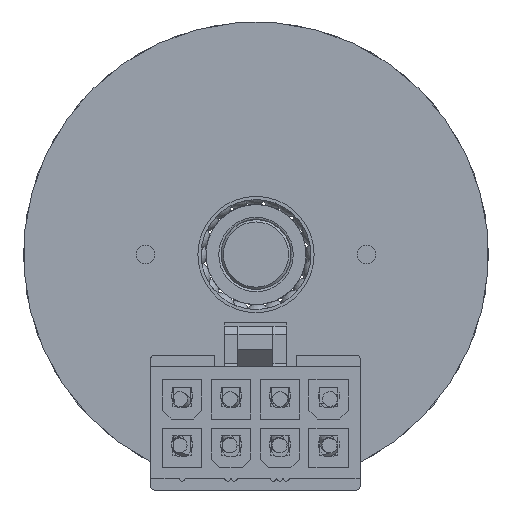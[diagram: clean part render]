
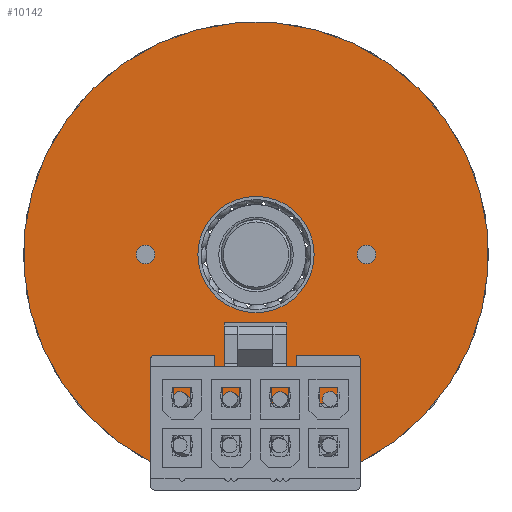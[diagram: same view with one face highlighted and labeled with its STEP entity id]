
A CAD part, front view. The second image highlights one B-rep face of the part: STEP entity #10142.
In plain terms, the highlighted planar face has unit normal (0, -1, 0).
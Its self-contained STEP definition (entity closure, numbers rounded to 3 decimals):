
#181 = DIRECTION ( 'NONE',  ( 0., 0., -1. ) ) ;
#298 = CARTESIAN_POINT ( 'NONE',  ( 13.8, 0., -8.1 ) ) ;
#307 = VERTEX_POINT ( 'NONE', #11034 ) ;
#512 = ORIENTED_EDGE ( 'NONE', *, *, #2743, .F. ) ;
#924 = EDGE_CURVE ( 'NONE', #307, #3508, #19200, .T. ) ;
#931 = CARTESIAN_POINT ( 'NONE',  ( 13.8, 0., 7.1 ) ) ;
#1221 = DIRECTION ( 'NONE',  ( 0., 0., -1. ) ) ;
#1486 = CARTESIAN_POINT ( 'NONE',  ( 17.34, 0., 8.1 ) ) ;
#1536 = DIRECTION ( 'NONE',  ( 1., 0., 0. ) ) ;
#1774 = DIRECTION ( 'NONE',  ( 0., -1., 0. ) ) ;
#1963 = CARTESIAN_POINT ( 'NONE',  ( 0., 0., 0. ) ) ;
#2379 = AXIS2_PLACEMENT_3D ( 'NONE', #9267, #6027, #181 ) ;
#2476 = ORIENTED_EDGE ( 'NONE', *, *, #18395, .T. ) ;
#2694 = DIRECTION ( 'NONE',  ( 0., 0., -1. ) ) ;
#2743 = EDGE_CURVE ( 'NONE', #17092, #17092, #9388, .T. ) ;
#2815 = DIRECTION ( 'NONE',  ( 0., 1., 0. ) ) ;
#2890 = FACE_OUTER_BOUND ( 'NONE', #9158, .T. ) ;
#2903 = CARTESIAN_POINT ( 'NONE',  ( 17.34, 0., -8.7 ) ) ;
#3508 = VERTEX_POINT ( 'NONE', #5279 ) ;
#3681 = VERTEX_POINT ( 'NONE', #14341 ) ;
#3715 = AXIS2_PLACEMENT_3D ( 'NONE', #1963, #1774, #7989 ) ;
#3814 = EDGE_LOOP ( 'NONE', ( #512 ) ) ;
#3835 = ORIENTED_EDGE ( 'NONE', *, *, #15005, .T. ) ;
#3839 = DIRECTION ( 'NONE',  ( 0., 0., -1. ) ) ;
#4289 = AXIS2_PLACEMENT_3D ( 'NONE', #5202, #14183, #9746 ) ;
#4300 = CARTESIAN_POINT ( 'NONE',  ( 17.34, 0., -8.1 ) ) ;
#4305 = EDGE_CURVE ( 'NONE', #6104, #307, #14388, .T. ) ;
#4431 = EDGE_CURVE ( 'NONE', #7001, #7001, #7443, .T. ) ;
#4607 = AXIS2_PLACEMENT_3D ( 'NONE', #5988, #14783, #10319 ) ;
#4972 = CARTESIAN_POINT ( 'NONE',  ( 12.8, 0., -8.1 ) ) ;
#5202 = CARTESIAN_POINT ( 'NONE',  ( 17.34, 0., 8.7 ) ) ;
#5279 = CARTESIAN_POINT ( 'NONE',  ( 17.876, 0., -8.969 ) ) ;
#5307 = VERTEX_POINT ( 'NONE', #15023 ) ;
#5544 = CARTESIAN_POINT ( 'NONE',  ( 13.8, 0., 8.1 ) ) ;
#5988 = CARTESIAN_POINT ( 'NONE',  ( 0., 0., -9.5 ) ) ;
#6027 = DIRECTION ( 'NONE',  ( 0., -1., 0. ) ) ;
#6074 = LINE ( 'NONE', #10499, #7856 ) ;
#6104 = VERTEX_POINT ( 'NONE', #1486 ) ;
#6285 = CARTESIAN_POINT ( 'NONE',  ( 27.2, 0., -8.1 ) ) ;
#6504 = EDGE_LOOP ( 'NONE', ( #7942 ) ) ;
#6972 = DIRECTION ( 'NONE',  ( 0., 1., 0. ) ) ;
#7001 = VERTEX_POINT ( 'NONE', #7094 ) ;
#7094 = CARTESIAN_POINT ( 'NONE',  ( 0., 0., -10.3 ) ) ;
#7340 = FACE_BOUND ( 'NONE', #6504, .T. ) ;
#7434 = CARTESIAN_POINT ( 'NONE',  ( 5., 0., 0. ) ) ;
#7443 = CIRCLE ( 'NONE', #4607, 0.8 ) ;
#7760 = LINE ( 'NONE', #6285, #12423 ) ;
#7856 = VECTOR ( 'NONE', #16559, 1000. ) ;
#7865 = ORIENTED_EDGE ( 'NONE', *, *, #4305, .T. ) ;
#7942 = ORIENTED_EDGE ( 'NONE', *, *, #14206, .F. ) ;
#7989 = DIRECTION ( 'NONE',  ( 0., 0., -1. ) ) ;
#8490 = ORIENTED_EDGE ( 'NONE', *, *, #924, .T. ) ;
#8522 = EDGE_CURVE ( 'NONE', #6104, #10591, #6074, .T. ) ;
#9158 = EDGE_LOOP ( 'NONE', ( #16489, #7865, #8490, #3835, #18099, #14775, #14639, #2476 ) ) ;
#9267 = CARTESIAN_POINT ( 'NONE',  ( 0., 0., 0. ) ) ;
#9388 = CIRCLE ( 'NONE', #11898, 0.8 ) ;
#9746 = DIRECTION ( 'NONE',  ( 0., 0., -1. ) ) ;
#9940 = CIRCLE ( 'NONE', #2379, 5. ) ;
#10142 = ADVANCED_FACE ( 'NONE', ( #16253, #17536, #2890, #7340 ), #14558, .T. ) ;
#10319 = DIRECTION ( 'NONE',  ( 0., 0., -1. ) ) ;
#10394 = DIRECTION ( 'NONE',  ( 0., -1., 0. ) ) ;
#10492 = CARTESIAN_POINT ( 'NONE',  ( 12.8, 0., 7.1 ) ) ;
#10499 = CARTESIAN_POINT ( 'NONE',  ( 27.2, 0., 8.1 ) ) ;
#10591 = VERTEX_POINT ( 'NONE', #5544 ) ;
#10797 = VERTEX_POINT ( 'NONE', #298 ) ;
#11034 = CARTESIAN_POINT ( 'NONE',  ( 17.876, 0., 8.969 ) ) ;
#11563 = AXIS2_PLACEMENT_3D ( 'NONE', #931, #6972, #12980 ) ;
#11792 = ORIENTED_EDGE ( 'NONE', *, *, #4431, .F. ) ;
#11898 = AXIS2_PLACEMENT_3D ( 'NONE', #17185, #17395, #3839 ) ;
#11988 = DIRECTION ( 'NONE',  ( 0., -1., 0. ) ) ;
#12075 = DIRECTION ( 'NONE',  ( 0., 0., -1. ) ) ;
#12171 = CIRCLE ( 'NONE', #11563, 1. ) ;
#12283 = LINE ( 'NONE', #4972, #15044 ) ;
#12423 = VECTOR ( 'NONE', #1536, 1000. ) ;
#12524 = EDGE_CURVE ( 'NONE', #10797, #12550, #7760, .T. ) ;
#12550 = VERTEX_POINT ( 'NONE', #4300 ) ;
#12965 = EDGE_LOOP ( 'NONE', ( #11792 ) ) ;
#12980 = DIRECTION ( 'NONE',  ( 0., 0., -1. ) ) ;
#13448 = AXIS2_PLACEMENT_3D ( 'NONE', #16554, #2815, #1221 ) ;
#13885 = AXIS2_PLACEMENT_3D ( 'NONE', #7434, #10394, #2694 ) ;
#14087 = CIRCLE ( 'NONE', #13448, 1. ) ;
#14183 = DIRECTION ( 'NONE',  ( 0., -1., 0. ) ) ;
#14206 = EDGE_CURVE ( 'NONE', #3681, #3681, #9940, .T. ) ;
#14341 = CARTESIAN_POINT ( 'NONE',  ( 0., 0., -5. ) ) ;
#14388 = CIRCLE ( 'NONE', #4289, 0.6 ) ;
#14558 = PLANE ( 'NONE',  #13885 ) ;
#14639 = ORIENTED_EDGE ( 'NONE', *, *, #18602, .F. ) ;
#14775 = ORIENTED_EDGE ( 'NONE', *, *, #18412, .T. ) ;
#14783 = DIRECTION ( 'NONE',  ( 0., -1., 0. ) ) ;
#15005 = EDGE_CURVE ( 'NONE', #3508, #12550, #16842, .T. ) ;
#15023 = CARTESIAN_POINT ( 'NONE',  ( 12.8, 0., -7.1 ) ) ;
#15044 = VECTOR ( 'NONE', #12075, 1000. ) ;
#16253 = FACE_BOUND ( 'NONE', #3814, .T. ) ;
#16489 = ORIENTED_EDGE ( 'NONE', *, *, #8522, .F. ) ;
#16554 = CARTESIAN_POINT ( 'NONE',  ( 13.8, 0., -7.1 ) ) ;
#16559 = DIRECTION ( 'NONE',  ( -1., 0., 0. ) ) ;
#16842 = CIRCLE ( 'NONE', #19379, 0.6 ) ;
#17092 = VERTEX_POINT ( 'NONE', #17388 ) ;
#17185 = CARTESIAN_POINT ( 'NONE',  ( 0., 0., 9.5 ) ) ;
#17388 = CARTESIAN_POINT ( 'NONE',  ( 0., 0., 8.7 ) ) ;
#17395 = DIRECTION ( 'NONE',  ( 0., -1., 0. ) ) ;
#17423 = VERTEX_POINT ( 'NONE', #10492 ) ;
#17536 = FACE_BOUND ( 'NONE', #12965, .T. ) ;
#17837 = DIRECTION ( 'NONE',  ( 0., 0., -1. ) ) ;
#18099 = ORIENTED_EDGE ( 'NONE', *, *, #12524, .F. ) ;
#18395 = EDGE_CURVE ( 'NONE', #17423, #10591, #12171, .T. ) ;
#18412 = EDGE_CURVE ( 'NONE', #10797, #5307, #14087, .T. ) ;
#18602 = EDGE_CURVE ( 'NONE', #17423, #5307, #12283, .T. ) ;
#19200 = CIRCLE ( 'NONE', #3715, 20. ) ;
#19379 = AXIS2_PLACEMENT_3D ( 'NONE', #2903, #11988, #17837 ) ;
